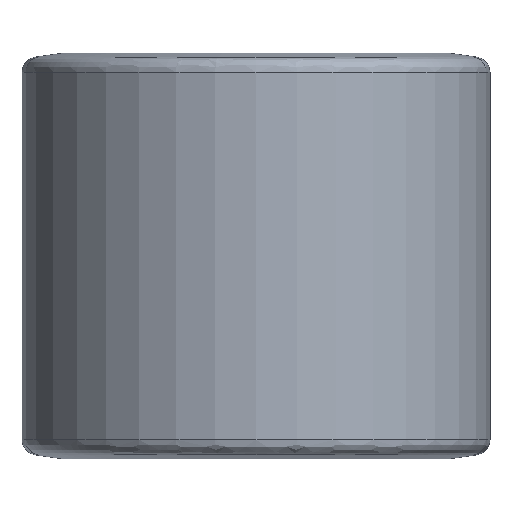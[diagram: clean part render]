
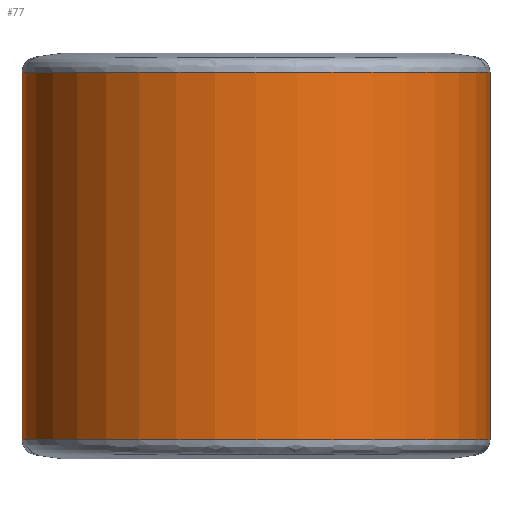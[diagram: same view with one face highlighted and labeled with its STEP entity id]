
A CAD part, front view. The second image highlights one B-rep face of the part: STEP entity #77.
In plain terms, the highlighted cylindrical face has radius 75 mm (diameter 150 mm), a partial arc.
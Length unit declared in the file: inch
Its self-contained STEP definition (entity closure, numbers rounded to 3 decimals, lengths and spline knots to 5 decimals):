
#22 = VERTEX_POINT ( 'NONE', #848 ) ;
#58 = FACE_OUTER_BOUND ( 'NONE', #875, .T. ) ;
#74 = CARTESIAN_POINT ( 'NONE',  ( 0., 0., 2.55906 ) ) ;
#75 = DIRECTION ( 'NONE',  ( -1., 0., 0. ) ) ;
#77 = ADVANCED_FACE ( 'NONE', ( #58 ), #573, .T. ) ;
#79 = VECTOR ( 'NONE', #823, 39.37008 ) ;
#92 = EDGE_CURVE ( 'NONE', #901, #22, #655, .T. ) ;
#99 = VERTEX_POINT ( 'NONE', #930 ) ;
#141 = DIRECTION ( 'NONE',  ( -1., 0., 0. ) ) ;
#161 = CARTESIAN_POINT ( 'NONE',  ( 2.95276, 0., 2.55906 ) ) ;
#219 = CARTESIAN_POINT ( 'NONE',  ( -2.95276, 0., 2.55906 ) ) ;
#222 = CARTESIAN_POINT ( 'NONE',  ( 0., 0., 4.87506 ) ) ;
#227 = LINE ( 'NONE', #219, #79 ) ;
#235 = ORIENTED_EDGE ( 'NONE', *, *, #92, .T. ) ;
#290 = AXIS2_PLACEMENT_3D ( 'NONE', #222, #515, #649 ) ;
#295 = VERTEX_POINT ( 'NONE', #847 ) ;
#311 = CARTESIAN_POINT ( 'NONE',  ( 0., 0., 0.24305 ) ) ;
#515 = DIRECTION ( 'NONE',  ( 0., 0., -1. ) ) ;
#517 = LINE ( 'NONE', #161, #856 ) ;
#540 = ORIENTED_EDGE ( 'NONE', *, *, #608, .F. ) ;
#573 = CYLINDRICAL_SURFACE ( 'NONE', #622, 2.95276 ) ;
#578 = DIRECTION ( 'NONE',  ( 0., 0., -1. ) ) ;
#592 = EDGE_CURVE ( 'NONE', #22, #295, #227, .T. ) ;
#608 = EDGE_CURVE ( 'NONE', #901, #99, #517, .T. ) ;
#622 = AXIS2_PLACEMENT_3D ( 'NONE', #74, #578, #141 ) ;
#649 = DIRECTION ( 'NONE',  ( -1., 0., 0. ) ) ;
#655 = CIRCLE ( 'NONE', #290, 2.95276 ) ;
#722 = CARTESIAN_POINT ( 'NONE',  ( 2.95276, 0., 4.87506 ) ) ;
#729 = ORIENTED_EDGE ( 'NONE', *, *, #592, .T. ) ;
#768 = ORIENTED_EDGE ( 'NONE', *, *, #815, .T. ) ;
#815 = EDGE_CURVE ( 'NONE', #295, #99, #936, .T. ) ;
#823 = DIRECTION ( 'NONE',  ( 0., 0., -1. ) ) ;
#847 = CARTESIAN_POINT ( 'NONE',  ( -2.95276, 0., 0.24305 ) ) ;
#848 = CARTESIAN_POINT ( 'NONE',  ( -2.95276, 0., 4.87506 ) ) ;
#856 = VECTOR ( 'NONE', #941, 39.37008 ) ;
#875 = EDGE_LOOP ( 'NONE', ( #540, #235, #729, #768 ) ) ;
#879 = DIRECTION ( 'NONE',  ( 0., 0., 1. ) ) ;
#896 = AXIS2_PLACEMENT_3D ( 'NONE', #311, #879, #75 ) ;
#901 = VERTEX_POINT ( 'NONE', #722 ) ;
#930 = CARTESIAN_POINT ( 'NONE',  ( 2.95276, 0., 0.24305 ) ) ;
#936 = CIRCLE ( 'NONE', #896, 2.95276 ) ;
#941 = DIRECTION ( 'NONE',  ( 0., 0., -1. ) ) ;
